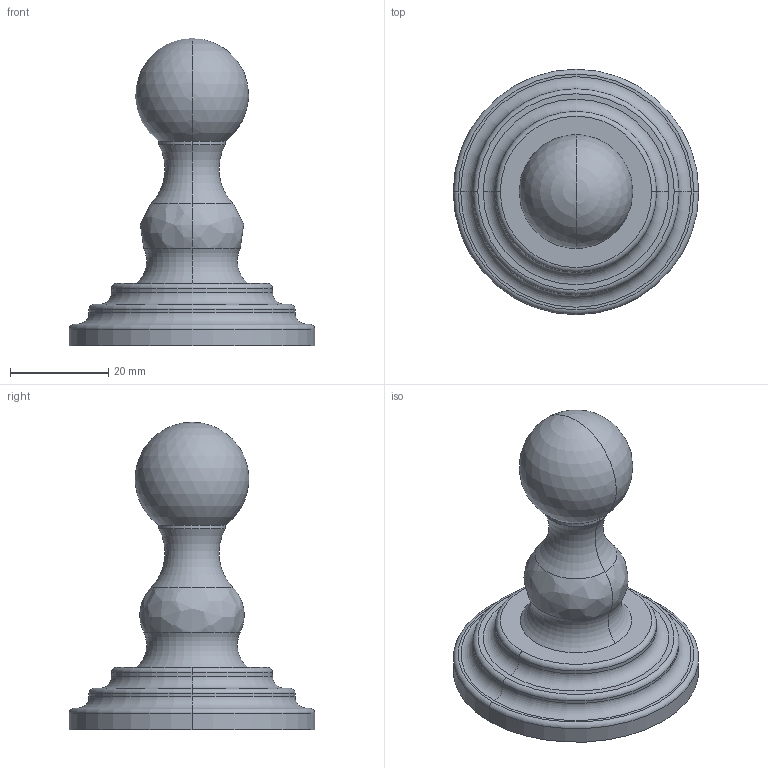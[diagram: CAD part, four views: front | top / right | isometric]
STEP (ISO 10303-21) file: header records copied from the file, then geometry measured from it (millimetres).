
FILE_DESCRIPTION((''),'2;1');
FILE_NAME('890-1650','2021-10-28T11:28:27',('jinson.thomas'),(''),'CREO PARAMETRIC BY PTC INC, 2018400','CREO PARAMETRIC BY PTC INC, 2018400','');
FILE_SCHEMA(('CONFIG_CONTROL_DESIGN'));
Length unit declared in the file: inch
Products named in the file (1): 890-1650
Bounding box: 50.04 x 50.04 x 62.69 mm (x, y, z)
Volume: 31085.8 mm3; surface area: 7955.6 mm2
Topology: 1 solids, 1 shells, 30 faces, 60 edges, 33 vertices
Faces by surface type: torus 14, cylinder 8, plane 4, bspline 2, sphere 2
Entity records: 838 total; most frequent: DIRECTION 164, CARTESIAN_POINT 151, ORIENTED_EDGE 116, AXIS2_PLACEMENT_3D 78, EDGE_CURVE 58, CIRCLE 50, VERTEX_POINT 33, EDGE_LOOP 33
